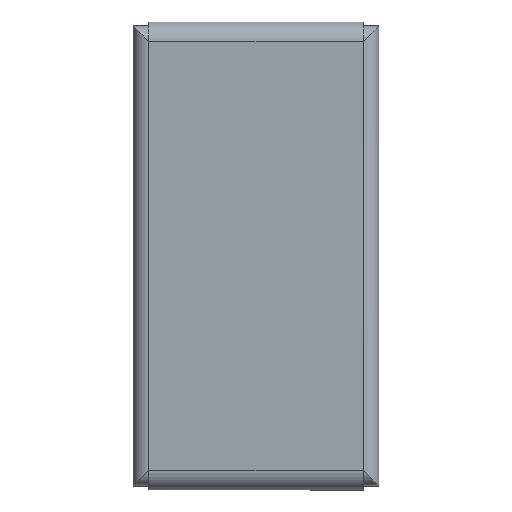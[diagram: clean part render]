
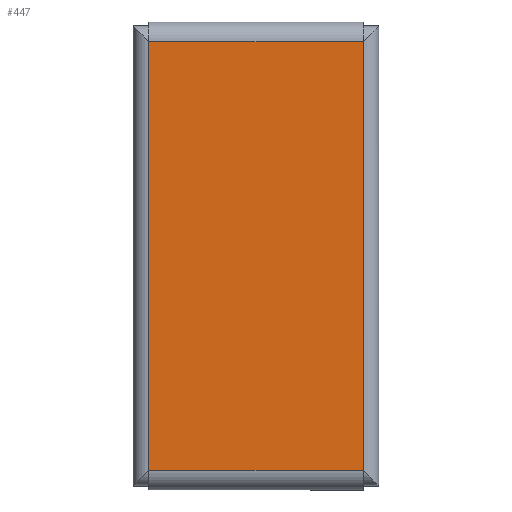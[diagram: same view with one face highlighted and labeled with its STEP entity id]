
A CAD part, top view. The second image highlights one B-rep face of the part: STEP entity #447.
In plain terms, the highlighted planar face has unit normal (0, 0, 1).
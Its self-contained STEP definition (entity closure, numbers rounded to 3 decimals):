
#73 = PLANE('',#74);
#74 = AXIS2_PLACEMENT_3D('',#75,#76,#77);
#75 = CARTESIAN_POINT('',(29.,29.5,5.5));
#76 = DIRECTION('',(1.,0.,0.));
#77 = DIRECTION('',(0.,0.,1.));
#128 = PLANE('',#129);
#129 = AXIS2_PLACEMENT_3D('',#130,#131,#132);
#130 = CARTESIAN_POINT('',(2.,29.5,5.5));
#131 = DIRECTION('',(1.,0.,0.));
#132 = DIRECTION('',(0.,0.,1.));
#315 = CYLINDRICAL_SURFACE('',#316,2.5);
#316 = AXIS2_PLACEMENT_3D('',#317,#318,#319);
#317 = CARTESIAN_POINT('',(2.,56.5,8.5));
#318 = DIRECTION('',(-1.,0.,0.));
#319 = DIRECTION('',(0.,1.,0.));
#375 = VERTEX_POINT('',#376);
#376 = CARTESIAN_POINT('',(29.,56.5,11.));
#398 = EDGE_CURVE('',#399,#375,#401,.T.);
#399 = VERTEX_POINT('',#400);
#400 = CARTESIAN_POINT('',(2.,56.5,11.));
#401 = SURFACE_CURVE('',#402,(#406,#413),.PCURVE_S1.);
#402 = LINE('',#403,#404);
#403 = CARTESIAN_POINT('',(2.,56.5,11.));
#404 = VECTOR('',#405,1.);
#405 = DIRECTION('',(1.,0.,0.));
#406 = PCURVE('',#315,#407);
#407 = DEFINITIONAL_REPRESENTATION('',(#408),#412);
#408 = LINE('',#409,#410);
#409 = CARTESIAN_POINT('',(-1.571,0.));
#410 = VECTOR('',#411,1.);
#411 = DIRECTION('',(-0.,-1.));
#412 = ( GEOMETRIC_REPRESENTATION_CONTEXT(2) 
PARAMETRIC_REPRESENTATION_CONTEXT() REPRESENTATION_CONTEXT('2D SPACE',''
  ) );
#413 = PCURVE('',#414,#419);
#414 = PLANE('',#415);
#415 = AXIS2_PLACEMENT_3D('',#416,#417,#418);
#416 = CARTESIAN_POINT('',(2.,2.5,11.));
#417 = DIRECTION('',(0.,0.,1.));
#418 = DIRECTION('',(0.,1.,0.));
#419 = DEFINITIONAL_REPRESENTATION('',(#420),#424);
#420 = LINE('',#421,#422);
#421 = CARTESIAN_POINT('',(54.,0.));
#422 = VECTOR('',#423,1.);
#423 = DIRECTION('',(0.,-1.));
#424 = ( GEOMETRIC_REPRESENTATION_CONTEXT(2) 
PARAMETRIC_REPRESENTATION_CONTEXT() REPRESENTATION_CONTEXT('2D SPACE',''
  ) );
#447 = ADVANCED_FACE('',(#448),#414,.T.);
#448 = FACE_BOUND('',#449,.T.);
#449 = EDGE_LOOP('',(#450,#480,#501,#502));
#450 = ORIENTED_EDGE('',*,*,#451,.T.);
#451 = EDGE_CURVE('',#452,#454,#456,.T.);
#452 = VERTEX_POINT('',#453);
#453 = CARTESIAN_POINT('',(2.,2.5,11.));
#454 = VERTEX_POINT('',#455);
#455 = CARTESIAN_POINT('',(29.,2.5,11.));
#456 = SURFACE_CURVE('',#457,(#461,#468),.PCURVE_S1.);
#457 = LINE('',#458,#459);
#458 = CARTESIAN_POINT('',(2.,2.5,11.));
#459 = VECTOR('',#460,1.);
#460 = DIRECTION('',(1.,0.,0.));
#461 = PCURVE('',#414,#462);
#462 = DEFINITIONAL_REPRESENTATION('',(#463),#467);
#463 = LINE('',#464,#465);
#464 = CARTESIAN_POINT('',(0.,0.));
#465 = VECTOR('',#466,1.);
#466 = DIRECTION('',(0.,-1.));
#467 = ( GEOMETRIC_REPRESENTATION_CONTEXT(2) 
PARAMETRIC_REPRESENTATION_CONTEXT() REPRESENTATION_CONTEXT('2D SPACE',''
  ) );
#468 = PCURVE('',#469,#474);
#469 = CYLINDRICAL_SURFACE('',#470,2.5);
#470 = AXIS2_PLACEMENT_3D('',#471,#472,#473);
#471 = CARTESIAN_POINT('',(2.,2.5,8.5));
#472 = DIRECTION('',(-1.,0.,0.));
#473 = DIRECTION('',(0.,1.,0.));
#474 = DEFINITIONAL_REPRESENTATION('',(#475),#479);
#475 = LINE('',#476,#477);
#476 = CARTESIAN_POINT('',(-1.571,0.));
#477 = VECTOR('',#478,1.);
#478 = DIRECTION('',(-0.,-1.));
#479 = ( GEOMETRIC_REPRESENTATION_CONTEXT(2) 
PARAMETRIC_REPRESENTATION_CONTEXT() REPRESENTATION_CONTEXT('2D SPACE',''
  ) );
#480 = ORIENTED_EDGE('',*,*,#481,.T.);
#481 = EDGE_CURVE('',#454,#375,#482,.T.);
#482 = SURFACE_CURVE('',#483,(#487,#494),.PCURVE_S1.);
#483 = LINE('',#484,#485);
#484 = CARTESIAN_POINT('',(29.,2.5,11.));
#485 = VECTOR('',#486,1.);
#486 = DIRECTION('',(0.,1.,0.));
#487 = PCURVE('',#414,#488);
#488 = DEFINITIONAL_REPRESENTATION('',(#489),#493);
#489 = LINE('',#490,#491);
#490 = CARTESIAN_POINT('',(0.,-27.));
#491 = VECTOR('',#492,1.);
#492 = DIRECTION('',(1.,0.));
#493 = ( GEOMETRIC_REPRESENTATION_CONTEXT(2) 
PARAMETRIC_REPRESENTATION_CONTEXT() REPRESENTATION_CONTEXT('2D SPACE',''
  ) );
#494 = PCURVE('',#73,#495);
#495 = DEFINITIONAL_REPRESENTATION('',(#496),#500);
#496 = LINE('',#497,#498);
#497 = CARTESIAN_POINT('',(5.5,27.));
#498 = VECTOR('',#499,1.);
#499 = DIRECTION('',(0.,-1.));
#500 = ( GEOMETRIC_REPRESENTATION_CONTEXT(2) 
PARAMETRIC_REPRESENTATION_CONTEXT() REPRESENTATION_CONTEXT('2D SPACE',''
  ) );
#501 = ORIENTED_EDGE('',*,*,#398,.F.);
#502 = ORIENTED_EDGE('',*,*,#503,.F.);
#503 = EDGE_CURVE('',#452,#399,#504,.T.);
#504 = SURFACE_CURVE('',#505,(#509,#516),.PCURVE_S1.);
#505 = LINE('',#506,#507);
#506 = CARTESIAN_POINT('',(2.,2.5,11.));
#507 = VECTOR('',#508,1.);
#508 = DIRECTION('',(0.,1.,0.));
#509 = PCURVE('',#414,#510);
#510 = DEFINITIONAL_REPRESENTATION('',(#511),#515);
#511 = LINE('',#512,#513);
#512 = CARTESIAN_POINT('',(0.,0.));
#513 = VECTOR('',#514,1.);
#514 = DIRECTION('',(1.,0.));
#515 = ( GEOMETRIC_REPRESENTATION_CONTEXT(2) 
PARAMETRIC_REPRESENTATION_CONTEXT() REPRESENTATION_CONTEXT('2D SPACE',''
  ) );
#516 = PCURVE('',#128,#517);
#517 = DEFINITIONAL_REPRESENTATION('',(#518),#522);
#518 = LINE('',#519,#520);
#519 = CARTESIAN_POINT('',(5.5,27.));
#520 = VECTOR('',#521,1.);
#521 = DIRECTION('',(0.,-1.));
#522 = ( GEOMETRIC_REPRESENTATION_CONTEXT(2) 
PARAMETRIC_REPRESENTATION_CONTEXT() REPRESENTATION_CONTEXT('2D SPACE',''
  ) );
